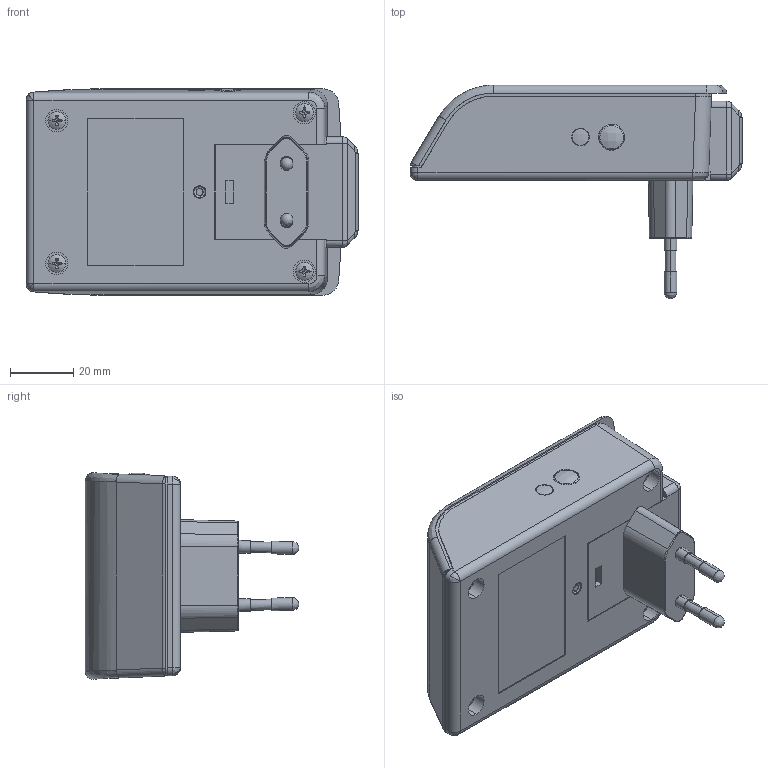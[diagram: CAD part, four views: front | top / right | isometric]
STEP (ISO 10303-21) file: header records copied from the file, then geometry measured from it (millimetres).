
FILE_DESCRIPTION (( 'STEP AP203' ), '1' );
FILE_NAME ('Bluetooth RF-Gateway.STEP', '2015-01-14T06:45:48', ( 'admin' ), ( 'Hewlett-Packard Company' ), 'SwSTEP 2.0', 'SolidWorks 2014', '' );
FILE_SCHEMA (( 'CONFIG_CONTROL_DESIGN' ));
Length unit declared in the file: millimetre
Products named in the file (1): Bluetooth RF-Gateway
Bounding box: 104.6 x 67.3 x 65 mm (x, y, z)
Volume: 181558 mm3; surface area: 24304.5 mm2
Topology: 1 solids, 1 shells, 329 faces, 853 edges, 544 vertices
Faces by surface type: plane 181, cylinder 92, bspline 46, sphere 8, cone 2
Entity records: 12062 total; most frequent: CARTESIAN_POINT 4284, ORIENTED_EDGE 1690, DIRECTION 1488, EDGE_CURVE 845, VERTEX_POINT 544, AXIS2_PLACEMENT_3D 497, VECTOR 494, LINE 494
